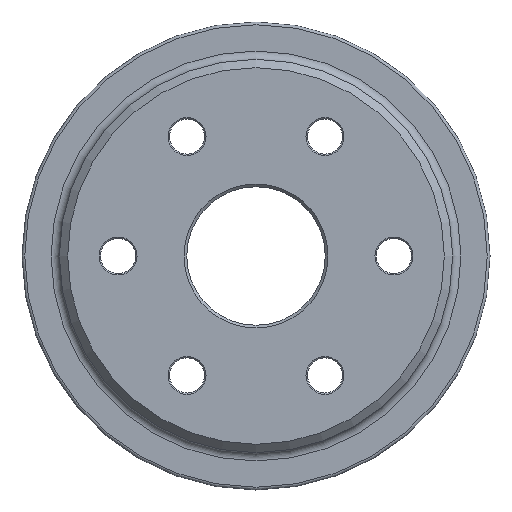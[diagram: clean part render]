
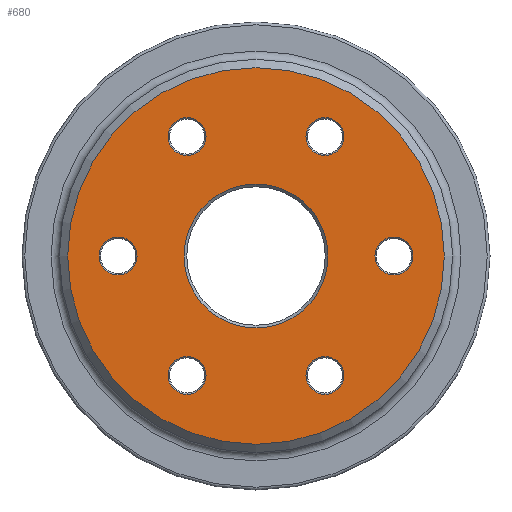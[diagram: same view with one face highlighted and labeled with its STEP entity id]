
A CAD part, front view. The second image highlights one B-rep face of the part: STEP entity #680.
In plain terms, the highlighted planar face has unit normal (0, -1, 0).
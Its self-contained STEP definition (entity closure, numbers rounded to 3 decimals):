
#44=FACE_BOUND('',#121,.T.);
#45=FACE_BOUND('',#122,.T.);
#46=FACE_BOUND('',#123,.T.);
#47=FACE_BOUND('',#124,.T.);
#48=FACE_BOUND('',#125,.T.);
#49=FACE_BOUND('',#126,.T.);
#50=FACE_BOUND('',#127,.T.);
#54=PLANE('',#764);
#67=FACE_OUTER_BOUND('',#120,.T.);
#120=EDGE_LOOP('',(#504));
#121=EDGE_LOOP('',(#505));
#122=EDGE_LOOP('',(#506));
#123=EDGE_LOOP('',(#507));
#124=EDGE_LOOP('',(#508));
#125=EDGE_LOOP('',(#509));
#126=EDGE_LOOP('',(#510));
#127=EDGE_LOOP('',(#511));
#252=CIRCLE('',#763,6.85);
#253=CIRCLE('',#765,68.);
#254=CIRCLE('',#766,6.85);
#255=CIRCLE('',#767,6.85);
#256=CIRCLE('',#768,6.85);
#257=CIRCLE('',#769,26.);
#258=CIRCLE('',#770,6.85);
#259=CIRCLE('',#771,6.85);
#316=VERTEX_POINT('',#1160);
#317=VERTEX_POINT('',#1164);
#318=VERTEX_POINT('',#1166);
#319=VERTEX_POINT('',#1168);
#320=VERTEX_POINT('',#1170);
#321=VERTEX_POINT('',#1172);
#322=VERTEX_POINT('',#1174);
#323=VERTEX_POINT('',#1176);
#383=EDGE_CURVE('',#316,#316,#252,.T.);
#384=EDGE_CURVE('',#317,#317,#253,.T.);
#385=EDGE_CURVE('',#318,#318,#254,.T.);
#386=EDGE_CURVE('',#319,#319,#255,.T.);
#387=EDGE_CURVE('',#320,#320,#256,.T.);
#388=EDGE_CURVE('',#321,#321,#257,.T.);
#389=EDGE_CURVE('',#322,#322,#258,.T.);
#390=EDGE_CURVE('',#323,#323,#259,.T.);
#504=ORIENTED_EDGE('',*,*,#384,.F.);
#505=ORIENTED_EDGE('',*,*,#385,.F.);
#506=ORIENTED_EDGE('',*,*,#386,.F.);
#507=ORIENTED_EDGE('',*,*,#387,.F.);
#508=ORIENTED_EDGE('',*,*,#388,.F.);
#509=ORIENTED_EDGE('',*,*,#389,.F.);
#510=ORIENTED_EDGE('',*,*,#390,.F.);
#511=ORIENTED_EDGE('',*,*,#383,.F.);
#680=ADVANCED_FACE('',(#67,#44,#45,#46,#47,#48,#49,#50),#54,.T.);
#763=AXIS2_PLACEMENT_3D('',#1162,#918,#919);
#764=AXIS2_PLACEMENT_3D('',#1163,#920,#921);
#765=AXIS2_PLACEMENT_3D('',#1165,#922,#923);
#766=AXIS2_PLACEMENT_3D('',#1167,#924,#925);
#767=AXIS2_PLACEMENT_3D('',#1169,#926,#927);
#768=AXIS2_PLACEMENT_3D('',#1171,#928,#929);
#769=AXIS2_PLACEMENT_3D('',#1173,#930,#931);
#770=AXIS2_PLACEMENT_3D('',#1175,#932,#933);
#771=AXIS2_PLACEMENT_3D('',#1177,#934,#935);
#918=DIRECTION('center_axis',(0.,-1.,0.));
#919=DIRECTION('ref_axis',(1.,0.,0.));
#920=DIRECTION('center_axis',(0.,-1.,0.));
#921=DIRECTION('ref_axis',(0.,0.,-1.));
#922=DIRECTION('center_axis',(0.,1.,0.));
#923=DIRECTION('ref_axis',(0.,0.,-1.));
#924=DIRECTION('center_axis',(0.,-1.,0.));
#925=DIRECTION('ref_axis',(1.,0.,0.));
#926=DIRECTION('center_axis',(0.,-1.,0.));
#927=DIRECTION('ref_axis',(1.,0.,0.));
#928=DIRECTION('center_axis',(0.,-1.,0.));
#929=DIRECTION('ref_axis',(1.,0.,0.));
#930=DIRECTION('center_axis',(0.,-1.,0.));
#931=DIRECTION('ref_axis',(0.,0.,-1.));
#932=DIRECTION('center_axis',(0.,-1.,0.));
#933=DIRECTION('ref_axis',(1.,0.,0.));
#934=DIRECTION('center_axis',(0.,-1.,0.));
#935=DIRECTION('ref_axis',(1.,0.,0.));
#1160=CARTESIAN_POINT('',(42.95,0.,0.));
#1162=CARTESIAN_POINT('Origin',(49.8,0.,0.));
#1163=CARTESIAN_POINT('Origin',(0.,0.,71.));
#1164=CARTESIAN_POINT('',(0.,0.,68.));
#1165=CARTESIAN_POINT('Origin',(0.,0.,0.));
#1166=CARTESIAN_POINT('',(18.05,0.,43.128));
#1167=CARTESIAN_POINT('Origin',(24.9,0.,43.128));
#1168=CARTESIAN_POINT('',(-56.65,0.,0.));
#1169=CARTESIAN_POINT('Origin',(-49.8,0.,0.));
#1170=CARTESIAN_POINT('',(18.05,0.,-43.128));
#1171=CARTESIAN_POINT('Origin',(24.9,0.,-43.128));
#1172=CARTESIAN_POINT('',(0.,0.,26.));
#1173=CARTESIAN_POINT('Origin',(0.,0.,0.));
#1174=CARTESIAN_POINT('',(-31.75,0.,-43.128));
#1175=CARTESIAN_POINT('Origin',(-24.9,0.,-43.128));
#1176=CARTESIAN_POINT('',(-31.75,0.,43.128));
#1177=CARTESIAN_POINT('Origin',(-24.9,0.,43.128));
